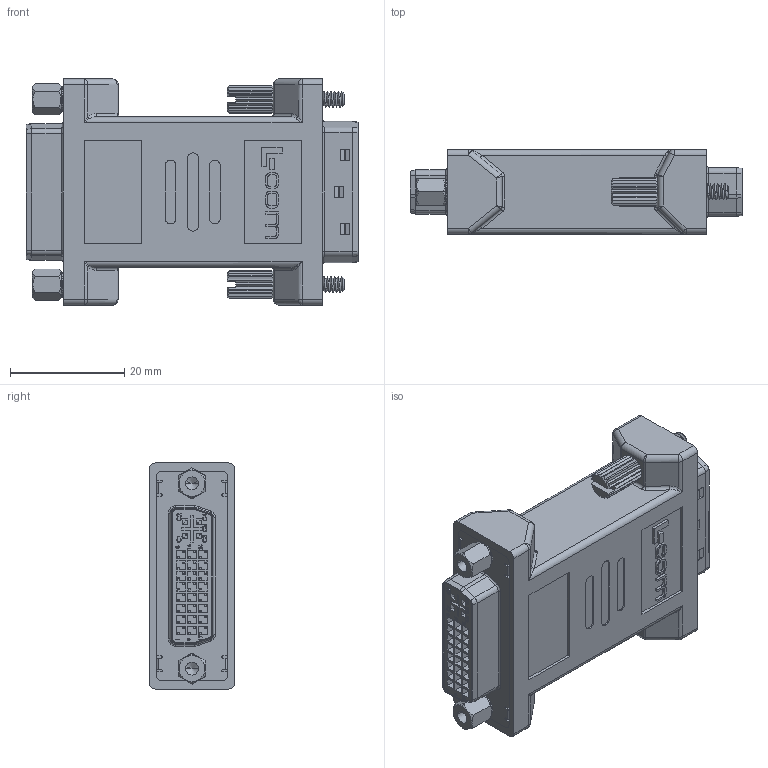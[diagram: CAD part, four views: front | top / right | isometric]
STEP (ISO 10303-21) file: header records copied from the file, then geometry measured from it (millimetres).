
FILE_DESCRIPTION (( 'STEP AP203' ), '1' );
FILE_NAME ('DMB603MF.STEP', '2014-11-17T14:42:22', ( 'x' ), ( '' ), 'SwSTEP 2.0', 'SolidWorks 2014', '' );
FILE_SCHEMA (( 'CONFIG_CONTROL_DESIGN' ));
Length unit declared in the file: inch
Products named in the file (7): MTN-688_for 1AJ06-030 thumbscrews; MTN-687; 1AH01-021___; 1AH01-007___; 1AJ06-030_SP26456; 3AA05-004_.200 HEX HEIGHT; DMB603MF
Assembly tree (8 placements, depth 2):
  DMB603MF
    MTN-688_for 1AJ06-030 thumbscrews
    MTN-687
    1AH01-021___
    1AH01-007___
    1AJ06-030_SP26456  x2
    3AA05-004_.200 HEX HEIGHT  x2
Bounding box: 58.24 x 14.86 x 39.67 mm (x, y, z)
Volume: 32018.5 mm3; surface area: 18974.2 mm2
Topology: 35 solids, 35 shells, 3065 faces, 7821 edges, 4978 vertices
Faces by surface type: plane 1950, cylinder 662, bspline 247, cone 134, torus 48, sphere 24
Entity records: 95324 total; most frequent: CARTESIAN_POINT 26035, ORIENTED_EDGE 14690, DIRECTION 13169, EDGE_CURVE 7345, LINE 5687, VECTOR 5687, VERTEX_POINT 4700, AXIS2_PLACEMENT_3D 3741
